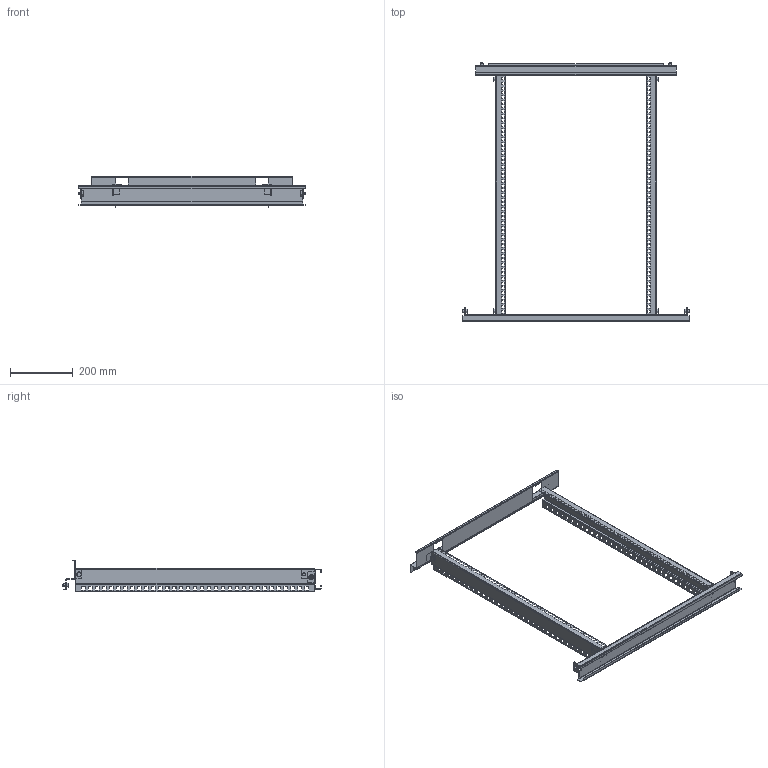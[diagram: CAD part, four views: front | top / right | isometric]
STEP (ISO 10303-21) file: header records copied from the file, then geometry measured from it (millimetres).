
FILE_DESCRIPTION((''),'2;1');
FILE_NAME('NSYBRF17PLAG','2019-03-21T',('SESA6369'),('Schneider-Electric'),'PRO/ENGINEER BY PARAMETRIC TECHNOLOGY CORPORATION, 2015440','PRO/ENGINEER BY PARAMETRIC TECHNOLOGY CORPORATION, 2015440','');
FILE_SCHEMA(('CONFIG_CONTROL_DESIGN'));
Length unit declared in the file: millimetre
Products named in the file (1): NSYBRF17PLAG
Bounding box: 725.83 x 822.06 x 101.5 mm (x, y, z)
Volume: 574792 mm3; surface area: 664589.4 mm2
Topology: 1 solids, 5 shells, 1310 faces, 3558 edges, 2286 vertices
Faces by surface type: plane 1030, cylinder 140, cone 136, bspline 4
Entity records: 41855 total; most frequent: CARTESIAN_POINT 8191, ORIENTED_EDGE 7116, DIRECTION 6402, EDGE_CURVE 3558, VECTOR 2922, LINE 2922, VERTEX_POINT 2286, AXIS2_PLACEMENT_3D 1740
